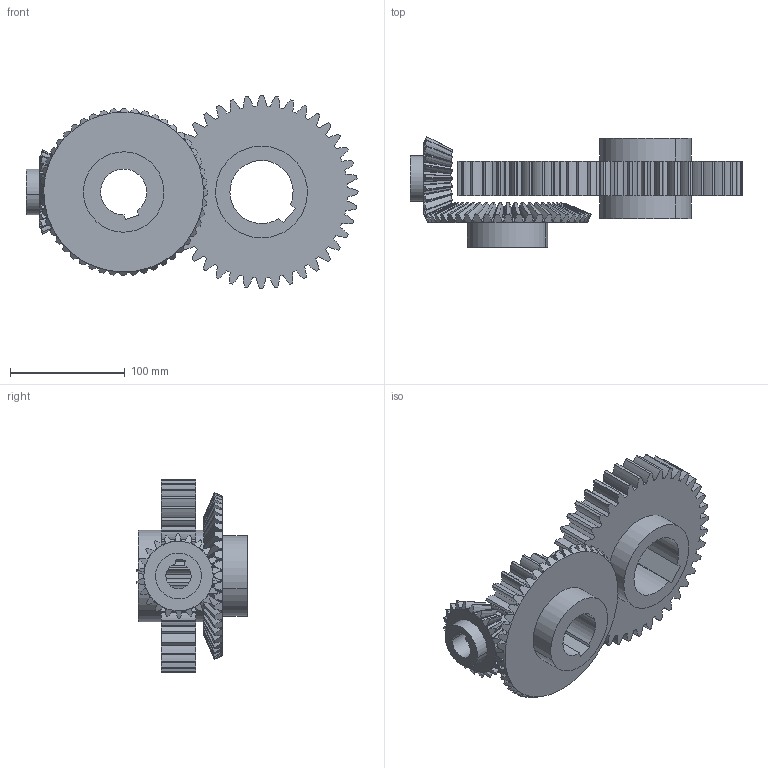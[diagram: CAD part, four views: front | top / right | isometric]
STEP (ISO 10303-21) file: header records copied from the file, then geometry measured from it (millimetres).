
FILE_DESCRIPTION (( 'STEP AP214' ), '1' );
FILE_NAME ('Bevel and Spur gear motion Study.STEP', '2024-09-09T17:06:46', ( '' ), ( '' ), 'SwSTEP 2.0', 'SolidWorks 2020', '' );
FILE_SCHEMA (( 'AUTOMOTIVE_DESIGN' ));
Length unit declared in the file: millimetre
Products named in the file (5): straight bevel gear_iso_ISO - Straight bevel gear 3M 48GT 22PT 20PA 25FW ---48O70H60MD40.0R1; Bevel and Spur gear motion Study; spur gear_iso_ISO - Spur gear 4M 20T 20PA 30FW ---S20A75H50L40.0R1; straight bevel pinion_iso_ISO - Straight bevel pinion 3M22PT 48GT 14.5PA 25FW ---22O40H85MD22.0R1; spur gear_iso_ISO - Spur gear 4M 40T 20PA 30FW ---S40C80H70L55.0R1
Assembly tree (4 placements, depth 2):
  Bevel and Spur gear motion Study
    straight bevel pinion_iso_ISO - Straight bevel pinion 3M22PT 48GT 14.5PA 25FW ---22O40H85MD22.0R1
    straight bevel gear_iso_ISO - Straight bevel gear 3M 48GT 22PT 20PA 25FW ---48O70H60MD40.0R1
    spur gear_iso_ISO - Spur gear 4M 20T 20PA 30FW ---S20A75H50L40.0R1
    spur gear_iso_ISO - Spur gear 4M 40T 20PA 30FW ---S40C80H70L55.0R1
Bounding box: 289 x 96.47 x 168 mm (x, y, z)
Volume: 1001384.1 mm3; surface area: 182269.4 mm2
Topology: 4 solids, 4 shells, 723 faces, 2131 edges, 1420 vertices
Faces by surface type: bspline 350, cylinder 270, cone 79, plane 24
Entity records: 29015 total; most frequent: CARTESIAN_POINT 11909, ORIENTED_EDGE 4262, DIRECTION 2739, EDGE_CURVE 2131, VERTEX_POINT 1420, AXIS2_PLACEMENT_3D 1072, B_SPLINE_CURVE_WITH_KNOTS 844, EDGE_LOOP 735
